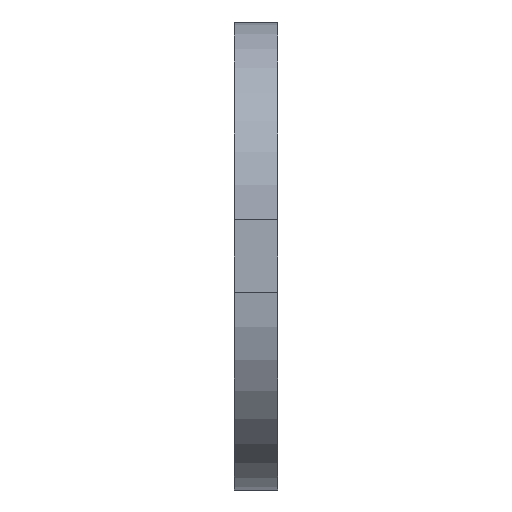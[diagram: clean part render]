
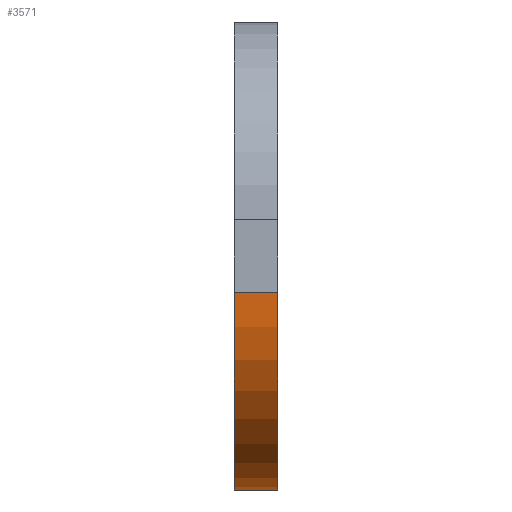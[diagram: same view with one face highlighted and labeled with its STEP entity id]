
A CAD part, left-side view. The second image highlights one B-rep face of the part: STEP entity #3571.
In plain terms, the highlighted cylindrical face has radius 6.763 mm (diameter 13.525 mm), a partial arc.
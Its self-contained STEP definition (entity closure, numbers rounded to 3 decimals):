
#328=FACE_OUTER_BOUND('',#531,.T.);
#531=EDGE_LOOP('',(#3124,#3125,#3126,#3127));
#901=LINE('',#6008,#1243);
#902=LINE('',#6009,#1244);
#1243=VECTOR('',#4969,10.);
#1244=VECTOR('',#4970,10.);
#1252=CIRCLE('',#3605,6.763);
#1422=CIRCLE('',#3941,6.763);
#1430=VERTEX_POINT('',#5005);
#1431=VERTEX_POINT('',#5007);
#1764=VERTEX_POINT('',#6005);
#1765=VERTEX_POINT('',#6006);
#1776=EDGE_CURVE('',#1431,#1430,#1252,.T.);
#2275=EDGE_CURVE('',#1764,#1765,#1422,.T.);
#2276=EDGE_CURVE('',#1765,#1431,#901,.T.);
#2277=EDGE_CURVE('',#1430,#1764,#902,.T.);
#3124=ORIENTED_EDGE('',*,*,#2275,.T.);
#3125=ORIENTED_EDGE('',*,*,#2276,.T.);
#3126=ORIENTED_EDGE('',*,*,#1776,.T.);
#3127=ORIENTED_EDGE('',*,*,#2277,.T.);
#3401=CYLINDRICAL_SURFACE('',#3940,6.763);
#3571=ADVANCED_FACE('',(#328),#3401,.T.);
#3605=AXIS2_PLACEMENT_3D('',#5008,#3966,#3967);
#3940=AXIS2_PLACEMENT_3D('',#6004,#4965,#4966);
#3941=AXIS2_PLACEMENT_3D('',#6007,#4967,#4968);
#3966=DIRECTION('center_axis',(0.,-1.,0.));
#3967=DIRECTION('ref_axis',(-0.707,0.,-0.707));
#4965=DIRECTION('center_axis',(0.,-1.,0.));
#4966=DIRECTION('ref_axis',(-0.707,0.,-0.707));
#4967=DIRECTION('center_axis',(0.,1.,0.));
#4968=DIRECTION('ref_axis',(-0.707,0.,-0.707));
#4969=DIRECTION('',(0.,1.,0.));
#4970=DIRECTION('',(0.,-1.,0.));
#5005=CARTESIAN_POINT('',(-164.238,1.5,-8.));
#5007=CARTESIAN_POINT('',(-171.,1.5,-1.238));
#5008=CARTESIAN_POINT('Origin',(-164.238,1.5,-1.238));
#6004=CARTESIAN_POINT('Origin',(-164.238,3.2,-1.238));
#6005=CARTESIAN_POINT('',(-164.238,0.,-8.));
#6006=CARTESIAN_POINT('',(-171.,0.,-1.238));
#6007=CARTESIAN_POINT('Origin',(-164.238,0.,-1.238));
#6008=CARTESIAN_POINT('',(-171.,3.2,-1.238));
#6009=CARTESIAN_POINT('',(-164.238,3.2,-8.));
